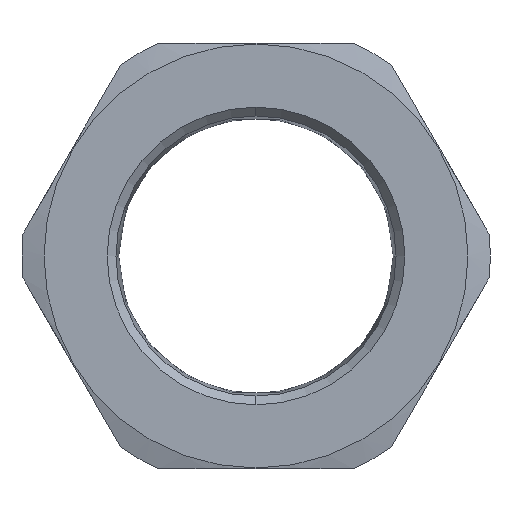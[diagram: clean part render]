
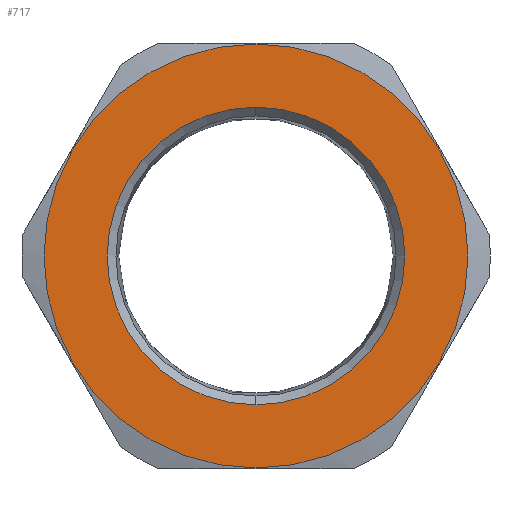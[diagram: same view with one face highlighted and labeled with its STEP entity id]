
A CAD part, left-side view. The second image highlights one B-rep face of the part: STEP entity #717.
In plain terms, the highlighted planar face has unit normal (-1, 0, 0).
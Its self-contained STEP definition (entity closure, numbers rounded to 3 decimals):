
#1 = AXIS2_PLACEMENT_3D ( 'NONE', #1103, #828, #163 ) ;
#7 = CIRCLE ( 'NONE', #277, 44.405 ) ;
#15 = CARTESIAN_POINT ( 'NONE',  ( 0., 0., 44.405 ) ) ;
#32 = CIRCLE ( 'NONE', #1113, 63.25 ) ;
#65 = CARTESIAN_POINT ( 'NONE',  ( 0., 0., 0. ) ) ;
#72 = CARTESIAN_POINT ( 'NONE',  ( 0., 0., 63.25 ) ) ;
#100 = CARTESIAN_POINT ( 'NONE',  ( 0., 0., 0. ) ) ;
#111 = EDGE_CURVE ( 'NONE', #356, #954, #7, .T. ) ;
#163 = DIRECTION ( 'NONE',  ( 0., 0., -1. ) ) ;
#168 = VERTEX_POINT ( 'NONE', #72 ) ;
#175 = FACE_OUTER_BOUND ( 'NONE', #515, .T. ) ;
#188 = ORIENTED_EDGE ( 'NONE', *, *, #111, .T. ) ;
#226 = CARTESIAN_POINT ( 'NONE',  ( 0., 0., 0. ) ) ;
#260 = DIRECTION ( 'NONE',  ( 1., 0., 0. ) ) ;
#277 = AXIS2_PLACEMENT_3D ( 'NONE', #226, #918, #480 ) ;
#318 = DIRECTION ( 'NONE',  ( 0., 0., 1. ) ) ;
#323 = ORIENTED_EDGE ( 'NONE', *, *, #772, .T. ) ;
#327 = DIRECTION ( 'NONE',  ( 0., 0., -1. ) ) ;
#356 = VERTEX_POINT ( 'NONE', #1043 ) ;
#431 = AXIS2_PLACEMENT_3D ( 'NONE', #845, #260, #327 ) ;
#472 = CIRCLE ( 'NONE', #431, 44.405 ) ;
#480 = DIRECTION ( 'NONE',  ( 0., 0., -1. ) ) ;
#515 = EDGE_LOOP ( 'NONE', ( #323, #796 ) ) ;
#548 = AXIS2_PLACEMENT_3D ( 'NONE', #65, #833, #318 ) ;
#581 = VERTEX_POINT ( 'NONE', #894 ) ;
#633 = ORIENTED_EDGE ( 'NONE', *, *, #873, .T. ) ;
#650 = FACE_BOUND ( 'NONE', #1031, .T. ) ;
#717 = ADVANCED_FACE ( 'NONE', ( #650, #175 ), #930, .F. ) ;
#772 = EDGE_CURVE ( 'NONE', #581, #168, #978, .T. ) ;
#782 = DIRECTION ( 'NONE',  ( 0., 0., 1. ) ) ;
#796 = ORIENTED_EDGE ( 'NONE', *, *, #1117, .T. ) ;
#828 = DIRECTION ( 'NONE',  ( 1., 0., 0. ) ) ;
#833 = DIRECTION ( 'NONE',  ( -1., 0., 0. ) ) ;
#845 = CARTESIAN_POINT ( 'NONE',  ( 0., 0., 0. ) ) ;
#873 = EDGE_CURVE ( 'NONE', #954, #356, #472, .T. ) ;
#881 = DIRECTION ( 'NONE',  ( -1., 0., 0. ) ) ;
#894 = CARTESIAN_POINT ( 'NONE',  ( 0., 0., -63.25 ) ) ;
#918 = DIRECTION ( 'NONE',  ( 1., 0., 0. ) ) ;
#930 = PLANE ( 'NONE',  #1 ) ;
#954 = VERTEX_POINT ( 'NONE', #15 ) ;
#978 = CIRCLE ( 'NONE', #548, 63.25 ) ;
#1031 = EDGE_LOOP ( 'NONE', ( #633, #188 ) ) ;
#1043 = CARTESIAN_POINT ( 'NONE',  ( 0., 0., -44.405 ) ) ;
#1103 = CARTESIAN_POINT ( 'NONE',  ( 0., 0., 0. ) ) ;
#1113 = AXIS2_PLACEMENT_3D ( 'NONE', #100, #881, #782 ) ;
#1117 = EDGE_CURVE ( 'NONE', #168, #581, #32, .T. ) ;
